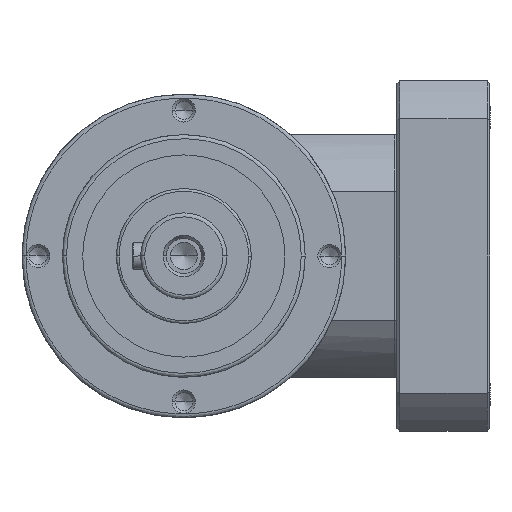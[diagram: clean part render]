
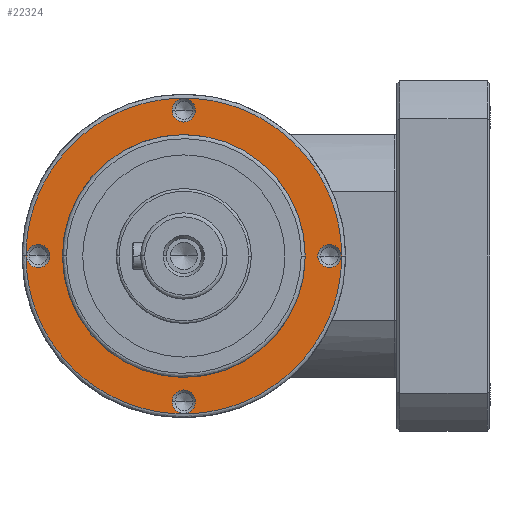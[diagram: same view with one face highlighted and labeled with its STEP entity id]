
A CAD part, left-side view. The second image highlights one B-rep face of the part: STEP entity #22324.
In plain terms, the highlighted face is planar.
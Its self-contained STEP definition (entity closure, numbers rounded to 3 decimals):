
#31 = CIRCLE ( 'NONE', #15441, 4.324 ) ;
#147 = DIRECTION ( 'NONE',  ( 1., 0., 0. ) ) ;
#356 = DIRECTION ( 'NONE',  ( 1., 0., 0. ) ) ;
#365 = VERTEX_POINT ( 'NONE', #23363 ) ;
#734 = VERTEX_POINT ( 'NONE', #12594 ) ;
#1075 = CARTESIAN_POINT ( 'NONE',  ( -58.5, 117., 64. ) ) ;
#1778 = ORIENTED_EDGE ( 'NONE', *, *, #19129, .T. ) ;
#1825 = CARTESIAN_POINT ( 'NONE',  ( 58.5, 0., 64. ) ) ;
#2250 = CARTESIAN_POINT ( 'NONE',  ( 45., 0., 64. ) ) ;
#2617 = CARTESIAN_POINT ( 'NONE',  ( 0., 0., 64. ) ) ;
#2888 = AXIS2_PLACEMENT_3D ( 'NONE', #2617, #18270, #4849 ) ;
#2914 = CARTESIAN_POINT ( 'NONE',  ( -58.324, 0., 64. ) ) ;
#3624 = FACE_OUTER_BOUND ( 'NONE', #11601, .T. ) ;
#4493 = CARTESIAN_POINT ( 'NONE',  ( 0., 54., 64. ) ) ;
#4849 = DIRECTION ( 'NONE',  ( -1., 0., 0. ) ) ;
#4912 =( BOUNDED_CURVE ( )  B_SPLINE_CURVE ( 3, ( #1825, #15231, #19777, #6386 ),
 .UNSPECIFIED., .F., .F. ) 
 B_SPLINE_CURVE_WITH_KNOTS ( ( 4, 4 ),
 ( 0., 0.5 ),
 .UNSPECIFIED. ) 
 CURVE ( )  GEOMETRIC_REPRESENTATION_ITEM ( )  RATIONAL_B_SPLINE_CURVE ( ( 1., 0.333, 0.333, 1. ) ) 
 REPRESENTATION_ITEM ( '' )  );
#5271 = CARTESIAN_POINT ( 'NONE',  ( -54., 0., 64. ) ) ;
#5538 = VERTEX_POINT ( 'NONE', #24264 ) ;
#5554 = CARTESIAN_POINT ( 'NONE',  ( 58.5, 0., 64. ) ) ;
#5556 = DIRECTION ( 'NONE',  ( 0., 0., -1. ) ) ;
#5895 = ORIENTED_EDGE ( 'NONE', *, *, #9311, .T. ) ;
#6048 = CIRCLE ( 'NONE', #20272, 4.324 ) ;
#6340 = EDGE_LOOP ( 'NONE', ( #24401, #10120 ) ) ;
#6386 = CARTESIAN_POINT ( 'NONE',  ( -58.5, 0., 64. ) ) ;
#6592 = CIRCLE ( 'NONE', #8663, 4.324 ) ;
#6705 = DIRECTION ( 'NONE',  ( 0., 0., -1. ) ) ;
#6771 = DIRECTION ( 'NONE',  ( 1., 0., 0. ) ) ;
#7015 = ORIENTED_EDGE ( 'NONE', *, *, #9277, .T. ) ;
#7279 = DIRECTION ( 'NONE',  ( 0., 0., -1. ) ) ;
#7578 = DIRECTION ( 'NONE',  ( 1., 0., 0. ) ) ;
#8118 = DIRECTION ( 'NONE',  ( 0., 0., -1. ) ) ;
#8349 = ORIENTED_EDGE ( 'NONE', *, *, #9360, .T. ) ;
#8663 = AXIS2_PLACEMENT_3D ( 'NONE', #9836, #25526, #12076 ) ;
#9148 = EDGE_CURVE ( 'NONE', #365, #19378, #17547, .T. ) ;
#9229 = EDGE_CURVE ( 'NONE', #18016, #734, #6048, .T. ) ;
#9277 = EDGE_CURVE ( 'NONE', #18617, #25487, #15110, .T. ) ;
#9311 = EDGE_CURVE ( 'NONE', #11908, #16349, #14408, .T. ) ;
#9360 = EDGE_CURVE ( 'NONE', #13426, #13726, #23587, .T. ) ;
#9433 = EDGE_CURVE ( 'NONE', #28294, #5538, #12326, .T. ) ;
#9595 = FACE_BOUND ( 'NONE', #26187, .T. ) ;
#9661 = EDGE_CURVE ( 'NONE', #5538, #28294, #4912, .T. ) ;
#9722 = CIRCLE ( 'NONE', #10496, 4.324 ) ;
#9836 = CARTESIAN_POINT ( 'NONE',  ( 0., -54., 64. ) ) ;
#10120 = ORIENTED_EDGE ( 'NONE', *, *, #9148, .T. ) ;
#10496 = AXIS2_PLACEMENT_3D ( 'NONE', #21529, #8118, #23792 ) ;
#10528 = EDGE_CURVE ( 'NONE', #16349, #11908, #9722, .T. ) ;
#11495 = CARTESIAN_POINT ( 'NONE',  ( 58.324, 0., 64. ) ) ;
#11601 = EDGE_LOOP ( 'NONE', ( #26446, #27503 ) ) ;
#11787 = CARTESIAN_POINT ( 'NONE',  ( 54., 0., 64. ) ) ;
#11908 = VERTEX_POINT ( 'NONE', #15762 ) ;
#12074 = CARTESIAN_POINT ( 'NONE',  ( -58.5, 0., 64. ) ) ;
#12076 = DIRECTION ( 'NONE',  ( 1., 0., 0. ) ) ;
#12326 =( BOUNDED_CURVE ( )  B_SPLINE_CURVE ( 3, ( #12074, #1075, #18972, #5554 ),
 .UNSPECIFIED., .F., .F. ) 
 B_SPLINE_CURVE_WITH_KNOTS ( ( 4, 4 ),
 ( 0.5, 1. ),
 .UNSPECIFIED. ) 
 CURVE ( )  GEOMETRIC_REPRESENTATION_ITEM ( )  RATIONAL_B_SPLINE_CURVE ( ( 1., 0.333, 0.333, 1. ) ) 
 REPRESENTATION_ITEM ( '' )  );
#12594 = CARTESIAN_POINT ( 'NONE',  ( 4.324, 54., 64. ) ) ;
#12642 = PLANE ( 'NONE',  #19484 ) ;
#13426 = VERTEX_POINT ( 'NONE', #2914 ) ;
#13490 = DIRECTION ( 'NONE',  ( 0., 0., 1. ) ) ;
#13704 = DIRECTION ( 'NONE',  ( 0., 0., -1. ) ) ;
#13726 = VERTEX_POINT ( 'NONE', #15213 ) ;
#13921 = CIRCLE ( 'NONE', #2888, 45. ) ;
#13985 = DIRECTION ( 'NONE',  ( 1., 0., 0. ) ) ;
#14408 = CIRCLE ( 'NONE', #19928, 4.324 ) ;
#14797 = FACE_BOUND ( 'NONE', #6340, .T. ) ;
#14918 = ORIENTED_EDGE ( 'NONE', *, *, #10528, .T. ) ;
#15110 = CIRCLE ( 'NONE', #19932, 45. ) ;
#15213 = CARTESIAN_POINT ( 'NONE',  ( -49.676, 0., 64. ) ) ;
#15231 = CARTESIAN_POINT ( 'NONE',  ( 58.5, -117., 64. ) ) ;
#15441 = AXIS2_PLACEMENT_3D ( 'NONE', #4493, #20199, #6771 ) ;
#15617 = EDGE_LOOP ( 'NONE', ( #25803, #8349 ) ) ;
#15762 = CARTESIAN_POINT ( 'NONE',  ( 49.676, 0., 64. ) ) ;
#16028 = AXIS2_PLACEMENT_3D ( 'NONE', #18974, #5556, #21311 ) ;
#16349 = VERTEX_POINT ( 'NONE', #11495 ) ;
#17547 = CIRCLE ( 'NONE', #20801, 4.324 ) ;
#18016 = VERTEX_POINT ( 'NONE', #21754 ) ;
#18144 = ORIENTED_EDGE ( 'NONE', *, *, #20119, .T. ) ;
#18270 = DIRECTION ( 'NONE',  ( 0., 0., -1. ) ) ;
#18617 = VERTEX_POINT ( 'NONE', #2250 ) ;
#18972 = CARTESIAN_POINT ( 'NONE',  ( 58.5, 117., 64. ) ) ;
#18974 = CARTESIAN_POINT ( 'NONE',  ( -54., 0., 64. ) ) ;
#19129 = EDGE_CURVE ( 'NONE', #25487, #18617, #13921, .T. ) ;
#19378 = VERTEX_POINT ( 'NONE', #28994 ) ;
#19484 = AXIS2_PLACEMENT_3D ( 'NONE', #27020, #13490, #147 ) ;
#19494 = AXIS2_PLACEMENT_3D ( 'NONE', #5271, #21059, #7578 ) ;
#19777 = CARTESIAN_POINT ( 'NONE',  ( -58.5, -117., 64. ) ) ;
#19928 = AXIS2_PLACEMENT_3D ( 'NONE', #11787, #27466, #13985 ) ;
#19932 = AXIS2_PLACEMENT_3D ( 'NONE', #20748, #7279, #22957 ) ;
#20119 = EDGE_CURVE ( 'NONE', #734, #18016, #31, .T. ) ;
#20129 = CARTESIAN_POINT ( 'NONE',  ( 0., -54., 64. ) ) ;
#20199 = DIRECTION ( 'NONE',  ( 0., 0., -1. ) ) ;
#20272 = AXIS2_PLACEMENT_3D ( 'NONE', #27208, #13704, #356 ) ;
#20748 = CARTESIAN_POINT ( 'NONE',  ( 0., 0., 64. ) ) ;
#20801 = AXIS2_PLACEMENT_3D ( 'NONE', #20129, #6705, #22375 ) ;
#20857 = FACE_BOUND ( 'NONE', #24862, .T. ) ;
#21059 = DIRECTION ( 'NONE',  ( 0., 0., -1. ) ) ;
#21187 = CARTESIAN_POINT ( 'NONE',  ( -45., 0., 64. ) ) ;
#21267 = EDGE_CURVE ( 'NONE', #19378, #365, #6592, .T. ) ;
#21285 = EDGE_CURVE ( 'NONE', #13726, #13426, #27617, .T. ) ;
#21311 = DIRECTION ( 'NONE',  ( 1., 0., 0. ) ) ;
#21529 = CARTESIAN_POINT ( 'NONE',  ( 54., 0., 64. ) ) ;
#21754 = CARTESIAN_POINT ( 'NONE',  ( -4.324, 54., 64. ) ) ;
#21979 = EDGE_LOOP ( 'NONE', ( #1778, #7015 ) ) ;
#22324 = ADVANCED_FACE ( 'NONE', ( #24350, #9595, #3624, #26826, #20857, #14797 ), #12642, .T. ) ;
#22375 = DIRECTION ( 'NONE',  ( 1., 0., 0. ) ) ;
#22957 = DIRECTION ( 'NONE',  ( -1., 0., 0. ) ) ;
#23363 = CARTESIAN_POINT ( 'NONE',  ( -4.324, -54., 64. ) ) ;
#23577 = CARTESIAN_POINT ( 'NONE',  ( -58.5, 0., 64. ) ) ;
#23587 = CIRCLE ( 'NONE', #19494, 4.324 ) ;
#23792 = DIRECTION ( 'NONE',  ( 1., 0., 0. ) ) ;
#24264 = CARTESIAN_POINT ( 'NONE',  ( 58.5, 0., 64. ) ) ;
#24350 = FACE_BOUND ( 'NONE', #15617, .T. ) ;
#24401 = ORIENTED_EDGE ( 'NONE', *, *, #21267, .T. ) ;
#24862 = EDGE_LOOP ( 'NONE', ( #18144, #27238 ) ) ;
#25487 = VERTEX_POINT ( 'NONE', #21187 ) ;
#25526 = DIRECTION ( 'NONE',  ( 0., 0., -1. ) ) ;
#25803 = ORIENTED_EDGE ( 'NONE', *, *, #21285, .T. ) ;
#26187 = EDGE_LOOP ( 'NONE', ( #14918, #5895 ) ) ;
#26446 = ORIENTED_EDGE ( 'NONE', *, *, #9433, .F. ) ;
#26826 = FACE_BOUND ( 'NONE', #21979, .T. ) ;
#27020 = CARTESIAN_POINT ( 'NONE',  ( 0., 0., 64. ) ) ;
#27208 = CARTESIAN_POINT ( 'NONE',  ( 0., 54., 64. ) ) ;
#27238 = ORIENTED_EDGE ( 'NONE', *, *, #9229, .T. ) ;
#27466 = DIRECTION ( 'NONE',  ( 0., 0., -1. ) ) ;
#27503 = ORIENTED_EDGE ( 'NONE', *, *, #9661, .F. ) ;
#27617 = CIRCLE ( 'NONE', #16028, 4.324 ) ;
#28294 = VERTEX_POINT ( 'NONE', #23577 ) ;
#28994 = CARTESIAN_POINT ( 'NONE',  ( 4.324, -54., 64. ) ) ;
